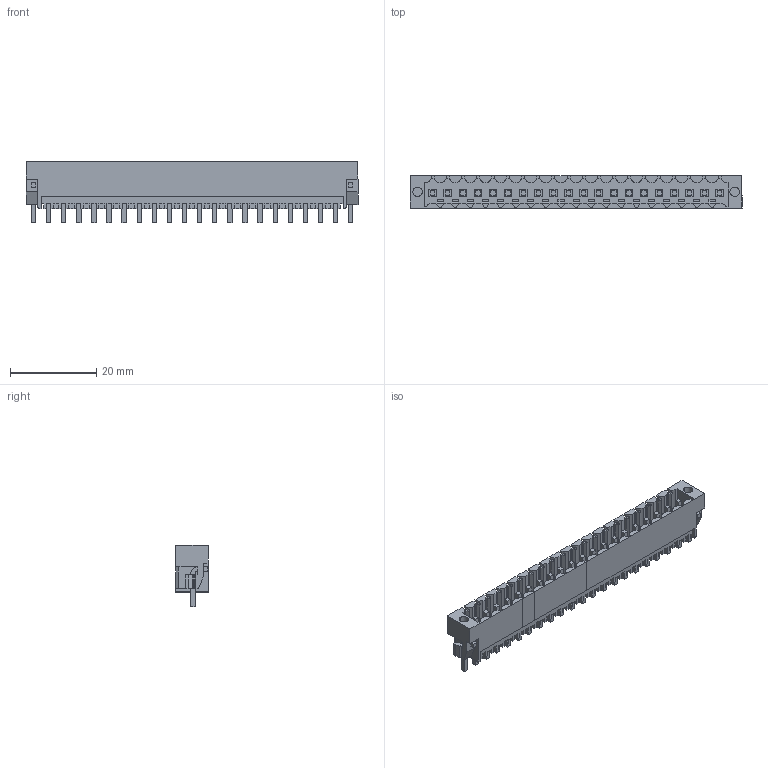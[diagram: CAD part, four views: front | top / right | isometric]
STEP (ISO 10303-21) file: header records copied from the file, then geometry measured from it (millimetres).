
FILE_DESCRIPTION(('CATIA V5 STEP Exchange','CAx-IF Rec.Pracs.--- Model Styling and Organization---1.2---2011-12-15'),'2;1');
FILE_NAME ('D1457287_0_1842720000_1842720000.stp','2018-03-20T10:45:51+00:00',('none'),('Weidmueller'),'CATIA Version 5-6 Release 2014','CATIA V5 STEP AP214','none');
FILE_SCHEMA(('AUTOMOTIVE_DESIGN { 1 0 10303 214 1 1 1 1 }'));
Length unit declared in the file: millimetre
Products named in the file (1): 1842720000
Bounding box: 76.95 x 7.45 x 14.25 mm (x, y, z)
Volume: 2575.9 mm3; surface area: 6981.3 mm2
Topology: 23 solids, 23 shells, 1579 faces, 4663 edges, 3171 vertices
Faces by surface type: plane 1427, cylinder 152
Entity records: 49723 total; most frequent: ORIENTED_EDGE 9326, CARTESIAN_POINT 9180, DIRECTION 6136, EDGE_CURVE 4663, VECTOR 4279, LINE 4279, VERTEX_POINT 3171, EDGE_LOOP 1664
